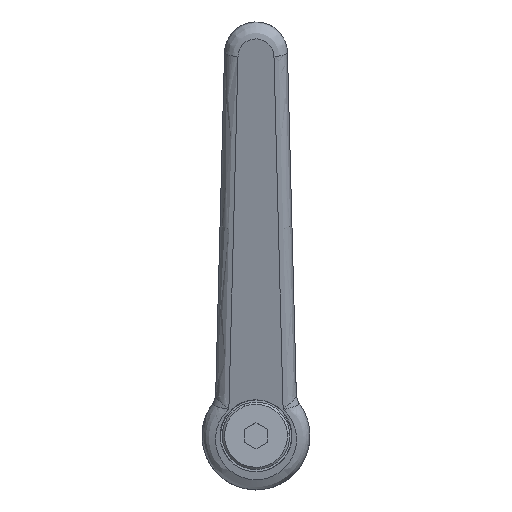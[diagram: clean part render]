
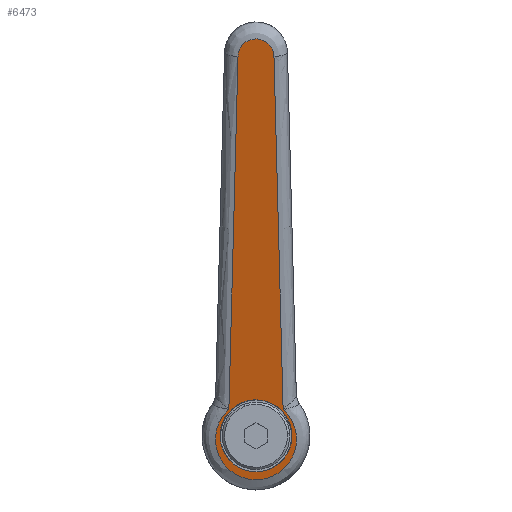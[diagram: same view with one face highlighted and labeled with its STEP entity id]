
A CAD part, top view. The second image highlights one B-rep face of the part: STEP entity #6473.
In plain terms, the highlighted free-form (B-spline) face has degree [1, 1] with [2, 2] control points.
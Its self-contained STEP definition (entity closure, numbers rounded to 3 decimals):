
#1632=CARTESIAN_POINT('',(-0.07,-8.,41.126));
#1633=VERTEX_POINT('',#1632);
#1639=CARTESIAN_POINT('',(8.,0.,43.299));
#1640=VERTEX_POINT('',#1639);
#1641=CARTESIAN_POINT('',(8.,0.,43.299));
#1642=CARTESIAN_POINT('',(8.,-8.0,43.299));
#1643=CARTESIAN_POINT('',(0.,-8.0,41.145));
#1644=CARTESIAN_POINT('',(-0.035,-8.0,41.136));
#1645=CARTESIAN_POINT('',(-0.07,-8.,41.126));
#1653=(BOUNDED_CURVE()B_SPLINE_CURVE(2,(#1641,#1642,#1643,#1644,#1645),.UNSPECIFIED.,.F.,.U.)B_SPLINE_CURVE_WITH_KNOTS((3,2,3),(0.5,0.75,0.752),.UNSPECIFIED.)CURVE()GEOMETRIC_REPRESENTATION_ITEM()RATIONAL_B_SPLINE_CURVE((1.0,0.707,1.0,0.998,0.996))REPRESENTATION_ITEM(''));
#1654=EDGE_CURVE('',#1640,#1633,#1653,.T.);
#1656=CARTESIAN_POINT('',(-1.328,7.889,40.788));
#1657=VERTEX_POINT('',#1656);
#1658=CARTESIAN_POINT('',(-1.328,7.889,40.788));
#1659=CARTESIAN_POINT('',(-0.668,8.,40.965));
#1660=CARTESIAN_POINT('',(0.,8.0,41.145));
#1661=CARTESIAN_POINT('',(8.,8.0,43.299));
#1662=CARTESIAN_POINT('',(8.,0.,43.299));
#1670=(BOUNDED_CURVE()B_SPLINE_CURVE(2,(#1658,#1659,#1660,#1661,#1662),.UNSPECIFIED.,.F.,.U.)B_SPLINE_CURVE_WITH_KNOTS((3,2,3),(0.221,0.25,0.5),.UNSPECIFIED.)CURVE()GEOMETRIC_REPRESENTATION_ITEM()RATIONAL_B_SPLINE_CURVE((0.941,0.967,1.0,0.707,1.0))REPRESENTATION_ITEM(''));
#1671=EDGE_CURVE('',#1657,#1640,#1670,.T.);
#1719=CARTESIAN_POINT('',(-8.,0.0,38.991));
#1720=VERTEX_POINT('',#1719);
#1721=CARTESIAN_POINT('',(-8.,0.0,38.991));
#1722=CARTESIAN_POINT('',(-8.,6.766,38.991));
#1723=CARTESIAN_POINT('',(-1.328,7.889,40.788));
#1731=(BOUNDED_CURVE()B_SPLINE_CURVE(2,(#1721,#1722,#1723),.UNSPECIFIED.,.F.,.U.)B_SPLINE_CURVE_WITH_KNOTS((3,3),(0.0,0.221),.UNSPECIFIED.)CURVE()GEOMETRIC_REPRESENTATION_ITEM()RATIONAL_B_SPLINE_CURVE((1.0,0.741,0.941))REPRESENTATION_ITEM(''));
#1732=EDGE_CURVE('',#1720,#1657,#1731,.T.);
#1734=CARTESIAN_POINT('',(-0.07,-8.,41.126));
#1735=CARTESIAN_POINT('',(-8.,-7.93,38.991));
#1736=CARTESIAN_POINT('',(-8.,0.0,38.991));
#1744=(BOUNDED_CURVE()B_SPLINE_CURVE(2,(#1734,#1735,#1736),.UNSPECIFIED.,.F.,.U.)B_SPLINE_CURVE_WITH_KNOTS((3,3),(0.752,1.0),.UNSPECIFIED.)CURVE()GEOMETRIC_REPRESENTATION_ITEM()RATIONAL_B_SPLINE_CURVE((0.996,0.709,1.0))REPRESENTATION_ITEM(''));
#1745=EDGE_CURVE('',#1633,#1720,#1744,.T.);
#4708=CARTESIAN_POINT('',(5.9,6.032,42.734));
#4709=VERTEX_POINT('',#4708);
#5049=CARTESIAN_POINT('',(5.9,-6.032,42.734));
#5050=VERTEX_POINT('',#5049);
#5907=CARTESIAN_POINT('',(84.324,-3.999,63.848));
#5908=VERTEX_POINT('',#5907);
#5909=CARTESIAN_POINT('',(5.9,-6.032,42.734));
#5910=CARTESIAN_POINT('',(84.324,-3.999,63.848));
#5911=QUASI_UNIFORM_CURVE('',1,(#5909,#5910),.UNSPECIFIED.,.F.,.U.);
#5912=EDGE_CURVE('',#5050,#5908,#5911,.T.);
#6118=CARTESIAN_POINT('',(5.9,6.032,42.734));
#6119=CARTESIAN_POINT('',(1.758,10.619,41.619));
#6120=CARTESIAN_POINT('',(-4.011,8.4,40.065));
#6121=CARTESIAN_POINT('',(-9.78,6.181,38.512));
#6122=CARTESIAN_POINT('',(-9.78,0.,38.512));
#6123=CARTESIAN_POINT('',(-9.78,-6.181,38.512));
#6124=CARTESIAN_POINT('',(-4.011,-8.4,40.065));
#6125=CARTESIAN_POINT('',(1.758,-10.619,41.619));
#6126=CARTESIAN_POINT('',(5.9,-6.032,42.734));
#6134=(BOUNDED_CURVE()B_SPLINE_CURVE(2,(#6118,#6119,#6120,#6121,#6122,#6123,#6124,#6125,#6126),.UNSPECIFIED.,.F.,.U.)B_SPLINE_CURVE_WITH_KNOTS((3,2,2,2,3),(0.0,0.25,0.5,0.75,1.0),.UNSPECIFIED.)CURVE()GEOMETRIC_REPRESENTATION_ITEM()RATIONAL_B_SPLINE_CURVE((1.0,0.824,1.0,0.824,1.0,0.824,1.0,0.824,1.0))REPRESENTATION_ITEM(''));
#6135=EDGE_CURVE('',#4709,#5050,#6134,.T.);
#6223=CARTESIAN_POINT('',(84.324,3.999,63.848));
#6224=VERTEX_POINT('',#6223);
#6240=CARTESIAN_POINT('',(84.324,-3.999,63.848));
#6241=CARTESIAN_POINT('',(88.22,-3.898,64.897));
#6242=CARTESIAN_POINT('',(88.22,0.,64.897));
#6243=CARTESIAN_POINT('',(88.22,3.898,64.897));
#6244=CARTESIAN_POINT('',(84.324,3.999,63.848));
#6252=(BOUNDED_CURVE()B_SPLINE_CURVE(2,(#6240,#6241,#6242,#6243,#6244),.UNSPECIFIED.,.F.,.U.)B_SPLINE_CURVE_WITH_KNOTS((3,2,3),(0.0,0.5,1.0),.UNSPECIFIED.)CURVE()GEOMETRIC_REPRESENTATION_ITEM()RATIONAL_B_SPLINE_CURVE((1.0,0.716,1.0,0.716,1.0))REPRESENTATION_ITEM(''));
#6253=EDGE_CURVE('',#5908,#6224,#6252,.T.);
#6294=CARTESIAN_POINT('',(84.324,3.999,63.848));
#6295=CARTESIAN_POINT('',(5.9,6.032,42.734));
#6296=QUASI_UNIFORM_CURVE('',1,(#6294,#6295),.UNSPECIFIED.,.F.,.U.);
#6297=EDGE_CURVE('',#6224,#4709,#6296,.T.);
#6456=CARTESIAN_POINT('',(-14.675,-9.892,37.194));
#6457=CARTESIAN_POINT('',(93.115,-9.892,66.215));
#6458=CARTESIAN_POINT('',(-14.675,9.892,37.194));
#6459=CARTESIAN_POINT('',(93.115,9.892,66.215));
#6460=B_SPLINE_SURFACE_WITH_KNOTS('',1,1,((#6456,#6458),(#6457,#6459)),.UNSPECIFIED.,.F.,.F.,.U.,(2,2),(2,2),(0.0,111.628),(0.0,19.783),.UNSPECIFIED.);
#6461=ORIENTED_EDGE('',*,*,#5912,.T.);
#6462=ORIENTED_EDGE('',*,*,#6253,.T.);
#6463=ORIENTED_EDGE('',*,*,#6297,.T.);
#6464=ORIENTED_EDGE('',*,*,#6135,.T.);
#6465=EDGE_LOOP('',(#6461,#6462,#6463,#6464));
#6466=FACE_OUTER_BOUND('',#6465,.T.);
#6467=ORIENTED_EDGE('',*,*,#1654,.T.);
#6468=ORIENTED_EDGE('',*,*,#1745,.T.);
#6469=ORIENTED_EDGE('',*,*,#1732,.T.);
#6470=ORIENTED_EDGE('',*,*,#1671,.T.);
#6471=EDGE_LOOP('',(#6467,#6468,#6469,#6470));
#6472=FACE_BOUND('',#6471,.T.);
#6473=ADVANCED_FACE('',(#6466,#6472),#6460,.T.);
